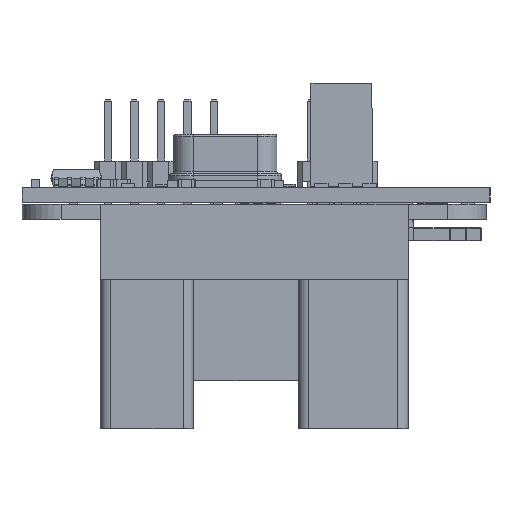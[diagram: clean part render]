
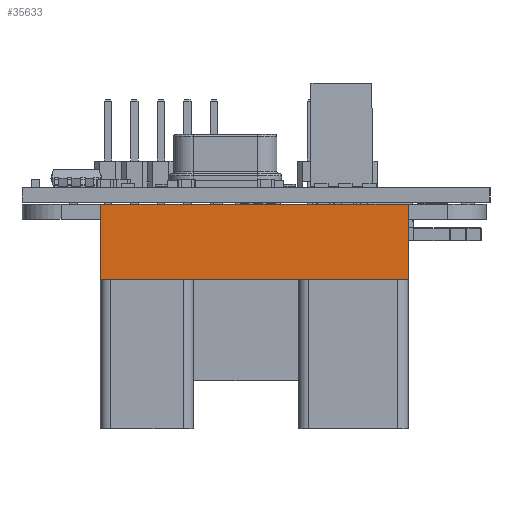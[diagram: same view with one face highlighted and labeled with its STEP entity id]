
A CAD part, left-side view. The second image highlights one B-rep face of the part: STEP entity #35633.
In plain terms, the highlighted planar face has unit normal (-1, 0, 0).
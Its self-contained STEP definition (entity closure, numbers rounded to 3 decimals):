
#35175 = VERTEX_POINT('',#35176);
#35176 = CARTESIAN_POINT('',(-6.5,-14.75,0.));
#35182 = EDGE_CURVE('',#35175,#35183,#35185,.T.);
#35183 = VERTEX_POINT('',#35184);
#35184 = CARTESIAN_POINT('',(-6.5,14.75,0.));
#35185 = LINE('',#35186,#35187);
#35186 = CARTESIAN_POINT('',(-6.5,0.,0.));
#35187 = VECTOR('',#35188,1.);
#35188 = DIRECTION('',(0.,1.,0.));
#35515 = EDGE_CURVE('',#35183,#35516,#35518,.T.);
#35516 = VERTEX_POINT('',#35517);
#35517 = CARTESIAN_POINT('',(-6.5,14.75,7.2));
#35518 = LINE('',#35519,#35520);
#35519 = CARTESIAN_POINT('',(-6.5,14.75,0.));
#35520 = VECTOR('',#35521,1.);
#35521 = DIRECTION('',(0.,0.,1.));
#35633 = ADVANCED_FACE('',(#35634),#35652,.T.);
#35634 = FACE_BOUND('',#35635,.T.);
#35635 = EDGE_LOOP('',(#35636,#35637,#35645,#35651));
#35636 = ORIENTED_EDGE('',*,*,#35182,.F.);
#35637 = ORIENTED_EDGE('',*,*,#35638,.T.);
#35638 = EDGE_CURVE('',#35175,#35639,#35641,.T.);
#35639 = VERTEX_POINT('',#35640);
#35640 = CARTESIAN_POINT('',(-6.5,-14.75,7.2));
#35641 = LINE('',#35642,#35643);
#35642 = CARTESIAN_POINT('',(-6.5,-14.75,0.));
#35643 = VECTOR('',#35644,1.);
#35644 = DIRECTION('',(0.,0.,1.));
#35645 = ORIENTED_EDGE('',*,*,#35646,.T.);
#35646 = EDGE_CURVE('',#35639,#35516,#35647,.T.);
#35647 = LINE('',#35648,#35649);
#35648 = CARTESIAN_POINT('',(-6.5,-14.75,7.2));
#35649 = VECTOR('',#35650,1.);
#35650 = DIRECTION('',(0.,1.,0.));
#35651 = ORIENTED_EDGE('',*,*,#35515,.F.);
#35652 = PLANE('',#35653);
#35653 = AXIS2_PLACEMENT_3D('',#35654,#35655,#35656);
#35654 = CARTESIAN_POINT('',(-6.5,-14.75,0.));
#35655 = DIRECTION('',(-1.,0.,0.));
#35656 = DIRECTION('',(0.,0.,1.));
